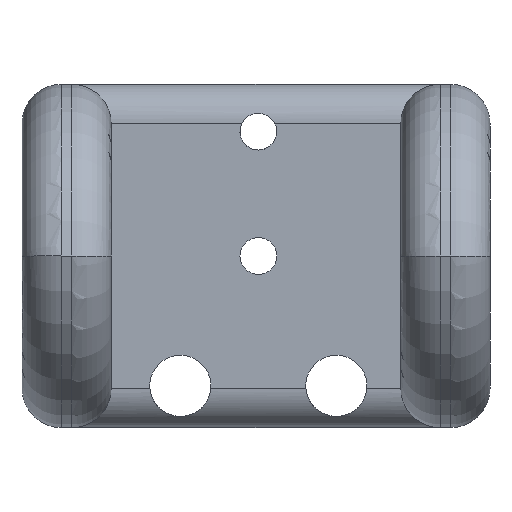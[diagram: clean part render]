
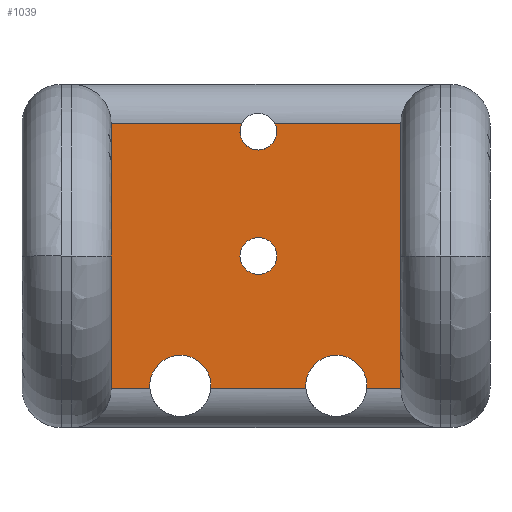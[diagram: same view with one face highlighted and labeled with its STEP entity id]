
A CAD part, front view. The second image highlights one B-rep face of the part: STEP entity #1039.
In plain terms, the highlighted planar face has unit normal (0, -1, 0).
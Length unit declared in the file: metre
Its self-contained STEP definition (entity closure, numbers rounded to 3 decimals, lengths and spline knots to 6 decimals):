
#100=LINE('',#1663,#159);
#102=LINE('',#1671,#161);
#103=LINE('',#1676,#162);
#104=LINE('',#1678,#163);
#105=LINE('',#1680,#164);
#106=LINE('',#1684,#165);
#107=LINE('',#1685,#166);
#159=VECTOR('',#1302,1.);
#161=VECTOR('',#1310,1.);
#162=VECTOR('',#1313,1.);
#163=VECTOR('',#1314,1.);
#164=VECTOR('',#1315,1.);
#165=VECTOR('',#1318,1.);
#166=VECTOR('',#1319,1.);
#233=ORIENTED_EDGE('',*,*,#549,.T.);
#234=ORIENTED_EDGE('',*,*,#550,.T.);
#235=ORIENTED_EDGE('',*,*,#551,.T.);
#236=ORIENTED_EDGE('',*,*,#552,.T.);
#237=ORIENTED_EDGE('',*,*,#553,.F.);
#238=ORIENTED_EDGE('',*,*,#554,.T.);
#239=ORIENTED_EDGE('',*,*,#555,.T.);
#240=ORIENTED_EDGE('',*,*,#556,.T.);
#241=ORIENTED_EDGE('',*,*,#546,.T.);
#242=ORIENTED_EDGE('',*,*,#557,.T.);
#243=ORIENTED_EDGE('',*,*,#558,.T.);
#546=EDGE_CURVE('',#705,#704,#100,.T.);
#549=EDGE_CURVE('',#707,#707,#795,.T.);
#550=EDGE_CURVE('',#708,#709,#102,.T.);
#551=EDGE_CURVE('',#709,#710,#796,.T.);
#552=EDGE_CURVE('',#710,#711,#103,.T.);
#553=EDGE_CURVE('',#712,#711,#104,.T.);
#554=EDGE_CURVE('',#712,#713,#105,.F.);
#555=EDGE_CURVE('',#713,#714,#797,.T.);
#556=EDGE_CURVE('',#714,#705,#106,.F.);
#557=EDGE_CURVE('',#704,#715,#107,.T.);
#558=EDGE_CURVE('',#715,#708,#798,.T.);
#704=VERTEX_POINT('',#1662);
#705=VERTEX_POINT('',#1664);
#707=VERTEX_POINT('',#1670);
#708=VERTEX_POINT('',#1672);
#709=VERTEX_POINT('',#1673);
#710=VERTEX_POINT('',#1675);
#711=VERTEX_POINT('',#1677);
#712=VERTEX_POINT('',#1679);
#713=VERTEX_POINT('',#1681);
#714=VERTEX_POINT('',#1683);
#715=VERTEX_POINT('',#1686);
#795=CIRCLE('',#1132,0.00075);
#796=CIRCLE('',#1133,0.001245);
#797=CIRCLE('',#1134,0.00075);
#798=CIRCLE('',#1135,0.001245);
#862=EDGE_LOOP('',(#233));
#863=EDGE_LOOP('',(#234,#235,#236,#237,#238,#239,#240,#241,#242,#243));
#947=FACE_BOUND('',#862,.T.);
#948=FACE_BOUND('',#863,.T.);
#1028=PLANE('',#1131);
#1039=ADVANCED_FACE('',(#947,#948),#1028,.F.);
#1131=AXIS2_PLACEMENT_3D('',#1668,#1306,#1307);
#1132=AXIS2_PLACEMENT_3D('',#1669,#1308,#1309);
#1133=AXIS2_PLACEMENT_3D('',#1674,#1311,#1312);
#1134=AXIS2_PLACEMENT_3D('',#1682,#1316,#1317);
#1135=AXIS2_PLACEMENT_3D('',#1687,#1320,#1321);
#1302=DIRECTION('',(0.,0.,-1.));
#1306=DIRECTION('',(0.,1.,0.));
#1307=DIRECTION('',(0.,0.,1.));
#1308=DIRECTION('',(0.,1.,0.));
#1309=DIRECTION('',(0.,0.,1.));
#1310=DIRECTION('',(1.,0.,0.));
#1311=DIRECTION('',(0.,1.,0.));
#1312=DIRECTION('',(0.,0.,1.));
#1313=DIRECTION('',(1.,0.,0.));
#1314=DIRECTION('',(0.,0.,-1.));
#1315=DIRECTION('',(1.,0.,0.));
#1316=DIRECTION('',(0.,1.,0.));
#1317=DIRECTION('',(0.,0.,1.));
#1318=DIRECTION('',(1.,0.,0.));
#1319=DIRECTION('',(1.,0.,0.));
#1320=DIRECTION('',(0.,1.,0.));
#1321=DIRECTION('',(0.,0.,1.));
#1662=CARTESIAN_POINT('',(0.023414,0.097536,0.00414));
#1663=CARTESIAN_POINT('',(0.023414,0.097536,0.01651));
#1664=CARTESIAN_POINT('',(0.023414,0.097536,0.01491));
#1668=CARTESIAN_POINT('',(0.029312,0.097536,0.01651));
#1669=CARTESIAN_POINT('',(0.029409,0.097536,0.009525));
#1670=CARTESIAN_POINT('',(0.029409,0.097536,0.010275));
#1671=CARTESIAN_POINT('',(0.029312,0.097536,0.00414));
#1672=CARTESIAN_POINT('',(0.027474,0.097536,0.00414));
#1673=CARTESIAN_POINT('',(0.031343,0.097536,0.00414));
#1674=CARTESIAN_POINT('',(0.032584,0.097536,0.004242));
#1675=CARTESIAN_POINT('',(0.033824,0.097536,0.00414));
#1676=CARTESIAN_POINT('',(0.029312,0.097536,0.00414));
#1677=CARTESIAN_POINT('',(0.035211,0.097536,0.00414));
#1678=CARTESIAN_POINT('',(0.035211,0.097536,0.01651));
#1679=CARTESIAN_POINT('',(0.035211,0.097536,0.01491));
#1680=CARTESIAN_POINT('',(0.023414,0.097536,0.01491));
#1681=CARTESIAN_POINT('',(0.030086,0.097536,0.01491));
#1682=CARTESIAN_POINT('',(0.029409,0.097536,0.014588));
#1683=CARTESIAN_POINT('',(0.028731,0.097536,0.01491));
#1684=CARTESIAN_POINT('',(0.023414,0.097536,0.01491));
#1685=CARTESIAN_POINT('',(0.029312,0.097536,0.00414));
#1686=CARTESIAN_POINT('',(0.024993,0.097536,0.00414));
#1687=CARTESIAN_POINT('',(0.026234,0.097536,0.004242));
